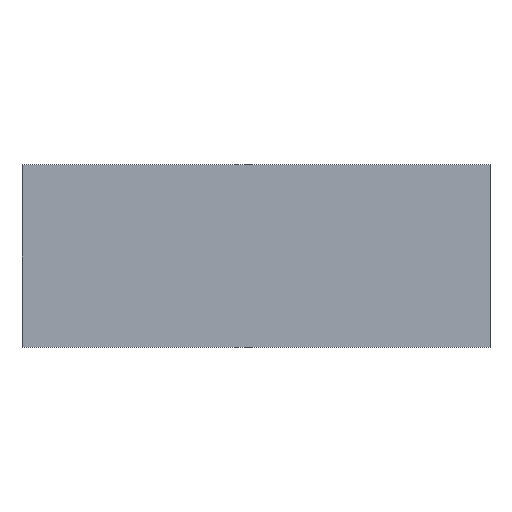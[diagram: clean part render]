
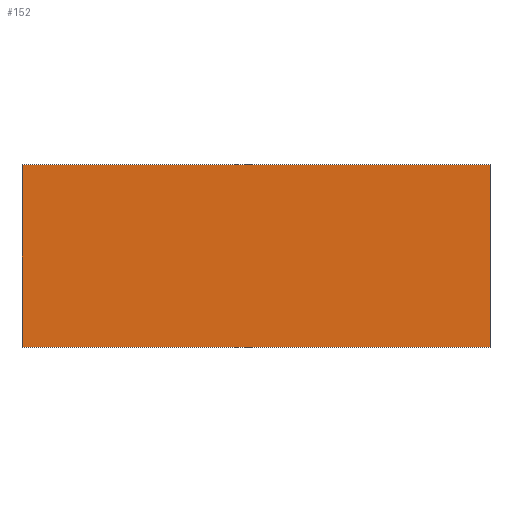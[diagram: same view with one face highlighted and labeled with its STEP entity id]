
A CAD part, top view. The second image highlights one B-rep face of the part: STEP entity #152.
In plain terms, the highlighted planar face has unit normal (0, 0, 1).
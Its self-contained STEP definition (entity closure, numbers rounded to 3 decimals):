
#33 = VERTEX_POINT('',#34);
#34 = CARTESIAN_POINT('',(-144.78,-17.78,0.));
#51 = VERTEX_POINT('',#52);
#52 = CARTESIAN_POINT('',(-5.08,-17.78,0.));
#58 = EDGE_CURVE('',#33,#51,#59,.T.);
#59 = LINE('',#60,#61);
#60 = CARTESIAN_POINT('',(-144.78,-17.78,0.));
#61 = VECTOR('',#62,1.);
#62 = DIRECTION('',(1.,0.,0.));
#82 = VERTEX_POINT('',#83);
#83 = CARTESIAN_POINT('',(-5.08,36.83,0.));
#89 = EDGE_CURVE('',#51,#82,#90,.T.);
#90 = LINE('',#91,#92);
#91 = CARTESIAN_POINT('',(-5.08,-17.78,0.));
#92 = VECTOR('',#93,1.);
#93 = DIRECTION('',(0.,1.,0.));
#113 = VERTEX_POINT('',#114);
#114 = CARTESIAN_POINT('',(-144.78,36.83,0.));
#120 = EDGE_CURVE('',#82,#113,#121,.T.);
#121 = LINE('',#122,#123);
#122 = CARTESIAN_POINT('',(-5.08,36.83,0.));
#123 = VECTOR('',#124,1.);
#124 = DIRECTION('',(-1.,0.,0.));
#142 = EDGE_CURVE('',#113,#33,#143,.T.);
#143 = LINE('',#144,#145);
#144 = CARTESIAN_POINT('',(-144.78,36.83,0.));
#145 = VECTOR('',#146,1.);
#146 = DIRECTION('',(0.,-1.,0.));
#152 = ADVANCED_FACE('',(#153),#159,.F.);
#153 = FACE_BOUND('',#154,.T.);
#154 = EDGE_LOOP('',(#155,#156,#157,#158));
#155 = ORIENTED_EDGE('',*,*,#58,.T.);
#156 = ORIENTED_EDGE('',*,*,#89,.T.);
#157 = ORIENTED_EDGE('',*,*,#120,.T.);
#158 = ORIENTED_EDGE('',*,*,#142,.T.);
#159 = PLANE('',#160);
#160 = AXIS2_PLACEMENT_3D('',#161,#162,#163);
#161 = CARTESIAN_POINT('',(-144.78,-17.78,0.));
#162 = DIRECTION('',(0.,0.,-1.));
#163 = DIRECTION('',(-1.,0.,0.));
